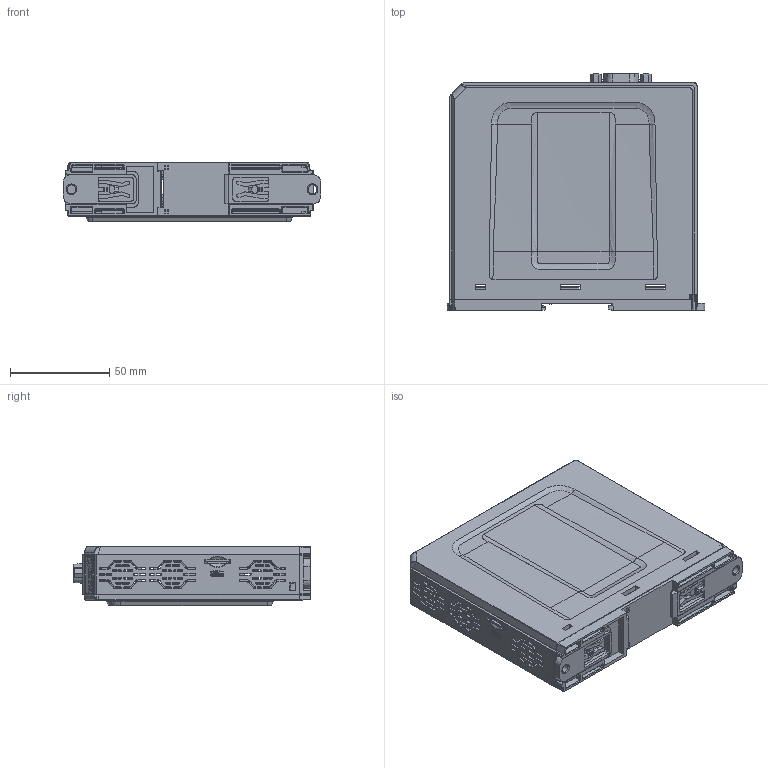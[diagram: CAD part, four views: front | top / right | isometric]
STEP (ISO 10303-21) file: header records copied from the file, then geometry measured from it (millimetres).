
FILE_DESCRIPTION (( 'STEP AP214' ), '1' );
FILE_NAME ('cMT-SVRX-820.STEP', '2022-06-10T07:07:05', ( '' ), ( '' ), 'SwSTEP 2.0', 'SolidWorks 2019', '' );
FILE_SCHEMA (( 'AUTOMOTIVE_DESIGN' ));
Length unit declared in the file: millimetre
Products named in the file (1): cMT-SVRX-820
Bounding box: 129.89 x 119.28 x 29.88 mm (x, y, z)
Surface area: 83729 mm2 (no closed solid volume)
Topology: 0 solids, 57 shells, 1446 faces, 5600 edges, 4175 vertices
Faces by surface type: plane 832, cylinder 254, cone 235, bspline 84, sphere 25, torus 16
Entity records: 83987 total; most frequent: CARTESIAN_POINT 23299, ORIENTED_EDGE 9098, DIRECTION 8441, EDGE_CURVE 5553, VERTEX_POINT 4157, LINE 3803, VECTOR 3803, AXIS2_PLACEMENT_3D 2319
